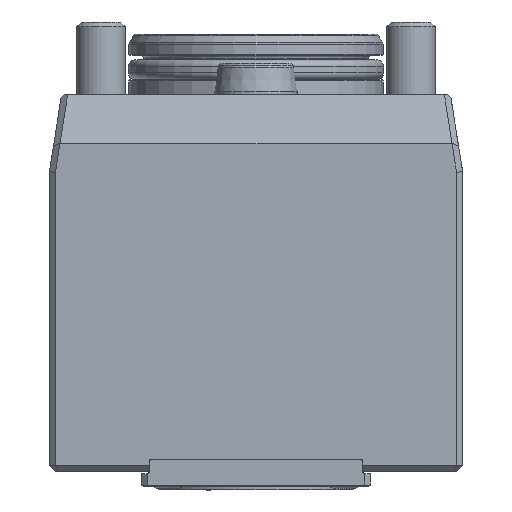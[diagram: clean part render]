
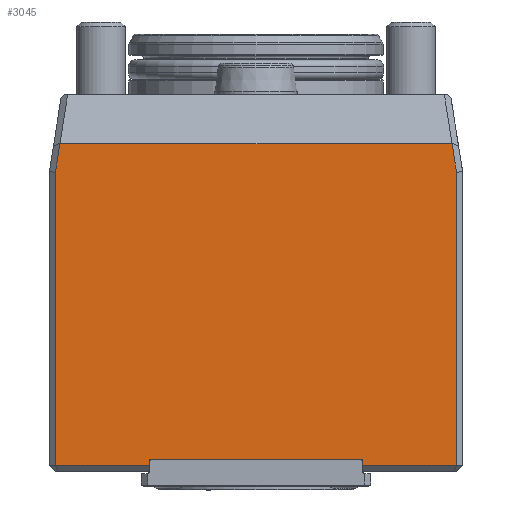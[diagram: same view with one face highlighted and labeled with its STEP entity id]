
A CAD part, left-side view. The second image highlights one B-rep face of the part: STEP entity #3045.
In plain terms, the highlighted planar face has unit normal (-1, 0, 0).
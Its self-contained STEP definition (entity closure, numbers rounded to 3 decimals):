
#227=LINE('',#5081,#495);
#234=LINE('',#5094,#502);
#236=LINE('',#5098,#504);
#237=LINE('',#5100,#505);
#238=LINE('',#5102,#506);
#241=LINE('',#5108,#509);
#242=LINE('',#5110,#510);
#247=LINE('',#5125,#515);
#254=LINE('',#5142,#522);
#260=LINE('',#5158,#528);
#495=VECTOR('',#3842,1000.);
#502=VECTOR('',#3851,1000.);
#504=VECTOR('',#3855,1000.);
#505=VECTOR('',#3858,1000.);
#506=VECTOR('',#3861,1000.);
#509=VECTOR('',#3866,1000.);
#510=VECTOR('',#3869,1000.);
#515=VECTOR('',#3884,1000.);
#522=VECTOR('',#3903,1000.);
#528=VECTOR('',#3919,1000.);
#1355=ORIENTED_EDGE('',*,*,#1702,.T.);
#1356=ORIENTED_EDGE('',*,*,#1701,.T.);
#1357=ORIENTED_EDGE('',*,*,#1718,.F.);
#1358=ORIENTED_EDGE('',*,*,#1724,.T.);
#1359=ORIENTED_EDGE('',*,*,#1726,.F.);
#1360=ORIENTED_EDGE('',*,*,#1703,.T.);
#1361=ORIENTED_EDGE('',*,*,#1709,.F.);
#1362=ORIENTED_EDGE('',*,*,#1698,.T.);
#1363=ORIENTED_EDGE('',*,*,#1697,.T.);
#1364=ORIENTED_EDGE('',*,*,#1696,.T.);
#1365=ORIENTED_EDGE('',*,*,#1694,.T.);
#1366=ORIENTED_EDGE('',*,*,#1687,.T.);
#1687=EDGE_CURVE('',#2024,#2025,#227,.T.);
#1694=EDGE_CURVE('',#2027,#2024,#234,.T.);
#1696=EDGE_CURVE('',#2029,#2027,#236,.T.);
#1697=EDGE_CURVE('',#1939,#2029,#237,.T.);
#1698=EDGE_CURVE('',#2030,#1939,#238,.T.);
#1701=EDGE_CURVE('',#1942,#2031,#241,.T.);
#1702=EDGE_CURVE('',#2025,#1942,#242,.T.);
#1703=EDGE_CURVE('',#2032,#2033,#2182,.T.);
#1709=EDGE_CURVE('',#2030,#2033,#247,.T.);
#1718=EDGE_CURVE('',#2041,#2031,#254,.T.);
#1724=EDGE_CURVE('',#2041,#2045,#2187,.T.);
#1726=EDGE_CURVE('',#2032,#2045,#260,.T.);
#1939=VERTEX_POINT('',#4836);
#1942=VERTEX_POINT('',#4844);
#2024=VERTEX_POINT('',#5082);
#2025=VERTEX_POINT('',#5083);
#2027=VERTEX_POINT('',#5090);
#2029=VERTEX_POINT('',#5097);
#2030=VERTEX_POINT('',#5103);
#2031=VERTEX_POINT('',#5107);
#2032=VERTEX_POINT('',#5113);
#2033=VERTEX_POINT('',#5114);
#2041=VERTEX_POINT('',#5143);
#2045=VERTEX_POINT('',#5155);
#2182=CIRCLE('',#3240,0.15);
#2187=CIRCLE('',#3253,0.15);
#2432=EDGE_LOOP('',(#1355,#1356,#1357,#1358,#1359,#1360,#1361,#1362,#1363,
#1364,#1365,#1366));
#2698=FACE_BOUND('',#2432,.T.);
#2891=PLANE('',#3323);
#3045=ADVANCED_FACE('',(#2698),#2891,.F.);
#3240=AXIS2_PLACEMENT_3D('',#5112,#3872,#3873);
#3253=AXIS2_PLACEMENT_3D('',#5154,#3914,#3915);
#3323=AXIS2_PLACEMENT_3D('',#5351,#4113,#4114);
#3842=DIRECTION('',(0.,0.156,-0.988));
#3851=DIRECTION('',(0.,1.,0.));
#3855=DIRECTION('',(0.,0.156,0.988));
#3858=DIRECTION('',(0.,0.,1.));
#3861=DIRECTION('',(0.,-1.,0.));
#3866=DIRECTION('',(0.,-1.,0.));
#3869=DIRECTION('',(0.,0.,-1.));
#3872=DIRECTION('',(1.,0.,0.));
#3873=DIRECTION('',(0.,0.,1.));
#3884=DIRECTION('',(0.,0.,1.));
#3903=DIRECTION('',(0.,0.,-1.));
#3914=DIRECTION('',(1.,0.,0.));
#3915=DIRECTION('',(0.,0.,1.));
#3919=DIRECTION('',(0.,1.,0.));
#4113=DIRECTION('',(1.,0.,0.));
#4114=DIRECTION('',(0.,0.,1.));
#4836=CARTESIAN_POINT('',(-73.,-33.,-61.));
#4844=CARTESIAN_POINT('',(-73.,33.,-61.));
#5081=CARTESIAN_POINT('',(-73.,33.012,-12.784));
#5082=CARTESIAN_POINT('',(-73.,32.255,-8.));
#5083=CARTESIAN_POINT('',(-73.,33.,-12.706));
#5090=CARTESIAN_POINT('',(-73.,-32.255,-8.));
#5094=CARTESIAN_POINT('',(-73.,34.,-8.));
#5097=CARTESIAN_POINT('',(-73.,-33.,-12.706));
#5098=CARTESIAN_POINT('',(-73.,-32.279,-8.156));
#5100=CARTESIAN_POINT('',(-73.,-33.,-62.));
#5102=CARTESIAN_POINT('',(-73.,34.,-61.));
#5103=CARTESIAN_POINT('',(-73.,-17.514,-61.));
#5107=CARTESIAN_POINT('',(-73.,17.514,-61.));
#5108=CARTESIAN_POINT('',(-73.,34.,-61.));
#5110=CARTESIAN_POINT('',(-73.,33.,-62.));
#5112=CARTESIAN_POINT('',(-73.,-17.364,-60.15));
#5113=CARTESIAN_POINT('',(-73.,-17.364,-60.));
#5114=CARTESIAN_POINT('',(-73.,-17.514,-60.15));
#5125=CARTESIAN_POINT('',(-73.,-17.514,-62.));
#5142=CARTESIAN_POINT('',(-73.,17.514,-62.));
#5143=CARTESIAN_POINT('',(-73.,17.514,-60.15));
#5154=CARTESIAN_POINT('',(-73.,17.364,-60.15));
#5155=CARTESIAN_POINT('',(-73.,17.364,-60.));
#5158=CARTESIAN_POINT('',(-73.,34.,-60.));
#5351=CARTESIAN_POINT('',(-73.,34.,-62.));
